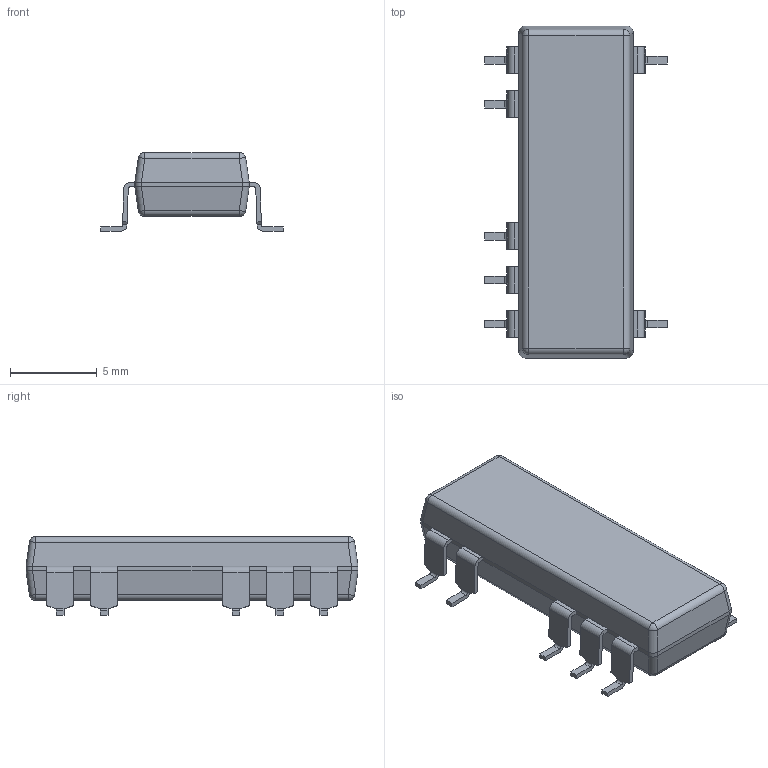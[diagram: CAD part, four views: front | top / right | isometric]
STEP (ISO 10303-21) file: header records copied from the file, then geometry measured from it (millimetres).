
FILE_DESCRIPTION((''),'2;1');
FILE_NAME('DUA0007A_ASM','2021-09-24T08:55:07',('a0412086'),(''),'CREO PARAMETRIC BY PTC INC, 2018500','CREO PARAMETRIC BY PTC INC, 2018500','');
FILE_SCHEMA(('CONFIG_CONTROL_DESIGN','SHAPE_APPEARANCE_LAYERS_GROUPS'));
Length unit declared in the file: inch
Products named in the file (3): BODY; LEAD; DUA0007A_ASM
Assembly tree (8 placements, depth 2):
  DUA0007A_ASM
    BODY
    LEAD  x7
Bounding box: 10.56 x 19.18 x 4.55 mm (x, y, z)
Volume: 451.3 mm3; surface area: 489.8 mm2
Topology: 8 solids, 8 shells, 168 faces, 404 edges, 252 vertices
Faces by surface type: plane 112, cylinder 48, sphere 8
Entity records: 2341 total; most frequent: CARTESIAN_POINT 407, DIRECTION 290, ORIENTED_EDGE 280, PRESENTATION_STYLE_ASSIGNMENT 142, STYLED_ITEM 142, CURVE_STYLE 140, EDGE_CURVE 140, AXIS2_PLACEMENT_3D 103
